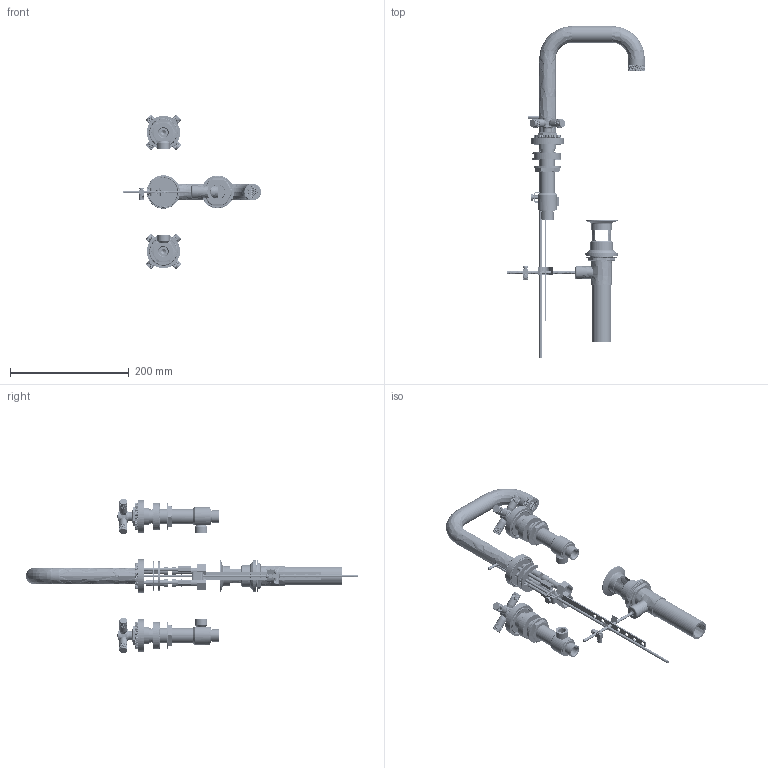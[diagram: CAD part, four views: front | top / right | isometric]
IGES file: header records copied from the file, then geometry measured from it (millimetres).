
Global section: file name: V7KA15-XK; native system: Autodesk Inventor 2018; preprocessor: unknown; author: clarkin; date: 20180807.142444; units: millimetre
Bounding box: 231.9 x 558.2 x 260.07 mm (x, y, z)
Volume: 538405.9 mm3; surface area: 309786.1 mm2
Topology: 75 solids, 77 shells, 31298 faces, 67837 edges, 36871 vertices
Faces by surface type: bspline 31298
